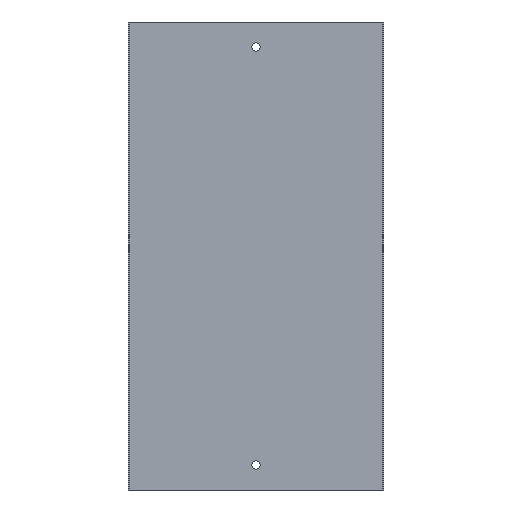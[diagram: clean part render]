
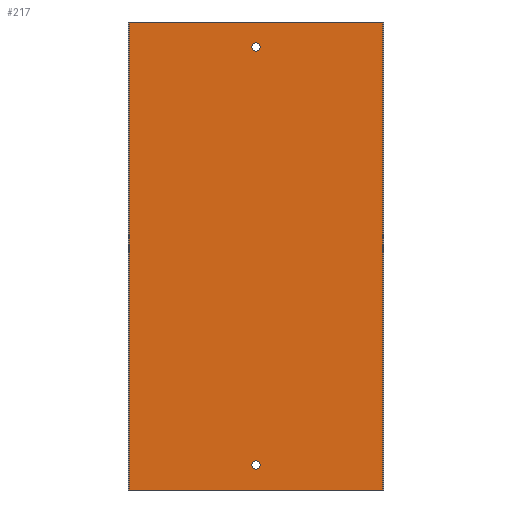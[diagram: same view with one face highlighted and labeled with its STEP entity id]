
A CAD part, front view. The second image highlights one B-rep face of the part: STEP entity #217.
In plain terms, the highlighted planar face has unit normal (0, -1, 0).
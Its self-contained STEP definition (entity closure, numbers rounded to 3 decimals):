
#2 = LINE ( 'NONE', #371, #50 ) ;
#3 = FACE_BOUND ( 'NONE', #32, .T. ) ;
#7 = LINE ( 'NONE', #359, #95 ) ;
#9 = FACE_OUTER_BOUND ( 'NONE', #34, .T. ) ;
#10 = FACE_BOUND ( 'NONE', #27, .T. ) ;
#27 = EDGE_LOOP ( 'NONE', ( #115 ) ) ;
#30 = CIRCLE ( 'NONE', #224, 2.5 ) ;
#32 = EDGE_LOOP ( 'NONE', ( #90 ) ) ;
#34 = EDGE_LOOP ( 'NONE', ( #113, #112, #63, #68 ) ) ;
#35 = VECTOR ( 'NONE', #327, 1000. ) ;
#43 = VERTEX_POINT ( 'NONE', #435 ) ;
#47 = VERTEX_POINT ( 'NONE', #432 ) ;
#50 = VECTOR ( 'NONE', #361, 1000. ) ;
#52 = CIRCLE ( 'NONE', #227, 2.5 ) ;
#53 = VERTEX_POINT ( 'NONE', #428 ) ;
#58 = VERTEX_POINT ( 'NONE', #424 ) ;
#63 = ORIENTED_EDGE ( 'NONE', *, *, #254, .F. ) ;
#68 = ORIENTED_EDGE ( 'NONE', *, *, #248, .T. ) ;
#90 = ORIENTED_EDGE ( 'NONE', *, *, #252, .F. ) ;
#95 = VECTOR ( 'NONE', #335, 1000. ) ;
#112 = ORIENTED_EDGE ( 'NONE', *, *, #258, .F. ) ;
#113 = ORIENTED_EDGE ( 'NONE', *, *, #253, .T. ) ;
#115 = ORIENTED_EDGE ( 'NONE', *, *, #251, .F. ) ;
#117 = LINE ( 'NONE', #357, #35 ) ;
#185 = LINE ( 'NONE', #347, #197 ) ;
#188 = VERTEX_POINT ( 'NONE', #351 ) ;
#197 = VECTOR ( 'NONE', #312, 1000. ) ;
#199 = VERTEX_POINT ( 'NONE', #365 ) ;
#217 = ADVANCED_FACE ( 'NONE', ( #10, #3, #9 ), #387, .F. ) ;
#224 = AXIS2_PLACEMENT_3D ( 'NONE', #340, #337, #336 ) ;
#227 = AXIS2_PLACEMENT_3D ( 'NONE', #344, #343, #342 ) ;
#237 = AXIS2_PLACEMENT_3D ( 'NONE', #389, #392, #385 ) ;
#248 = EDGE_CURVE ( 'NONE', #43, #53, #2, .T. ) ;
#251 = EDGE_CURVE ( 'NONE', #199, #199, #52, .T. ) ;
#252 = EDGE_CURVE ( 'NONE', #188, #188, #30, .T. ) ;
#253 = EDGE_CURVE ( 'NONE', #53, #58, #7, .T. ) ;
#254 = EDGE_CURVE ( 'NONE', #43, #47, #117, .T. ) ;
#258 = EDGE_CURVE ( 'NONE', #47, #58, #185, .T. ) ;
#312 = DIRECTION ( 'NONE',  ( 0., 0., -1. ) ) ;
#327 = DIRECTION ( 'NONE',  ( 1., 0., 0. ) ) ;
#335 = DIRECTION ( 'NONE',  ( 1., 0., 0. ) ) ;
#336 = DIRECTION ( 'NONE',  ( 0., 0., 1. ) ) ;
#337 = DIRECTION ( 'NONE',  ( 0., -1., 0. ) ) ;
#340 = CARTESIAN_POINT ( 'NONE',  ( 0., 0., 15. ) ) ;
#342 = DIRECTION ( 'NONE',  ( 0., 0., 1. ) ) ;
#343 = DIRECTION ( 'NONE',  ( 0., -1., 0. ) ) ;
#344 = CARTESIAN_POINT ( 'NONE',  ( 0., 0., 266. ) ) ;
#347 = CARTESIAN_POINT ( 'NONE',  ( 76., 0., 281. ) ) ;
#351 = CARTESIAN_POINT ( 'NONE',  ( 0., 0., 17.5 ) ) ;
#357 = CARTESIAN_POINT ( 'NONE',  ( -76., 0., 281. ) ) ;
#359 = CARTESIAN_POINT ( 'NONE',  ( -76., 0., 0. ) ) ;
#361 = DIRECTION ( 'NONE',  ( 0., 0., -1. ) ) ;
#365 = CARTESIAN_POINT ( 'NONE',  ( 0., 0., 268.5 ) ) ;
#371 = CARTESIAN_POINT ( 'NONE',  ( -76., 0., 281. ) ) ;
#385 = DIRECTION ( 'NONE',  ( 0., 0., 1. ) ) ;
#387 = PLANE ( 'NONE',  #237 ) ;
#389 = CARTESIAN_POINT ( 'NONE',  ( -76., 0., 281. ) ) ;
#392 = DIRECTION ( 'NONE',  ( 0., 1., 0. ) ) ;
#424 = CARTESIAN_POINT ( 'NONE',  ( 76., 0., 0. ) ) ;
#428 = CARTESIAN_POINT ( 'NONE',  ( -76., 0., 0. ) ) ;
#432 = CARTESIAN_POINT ( 'NONE',  ( 76., 0., 281. ) ) ;
#435 = CARTESIAN_POINT ( 'NONE',  ( -76., 0., 281. ) ) ;
